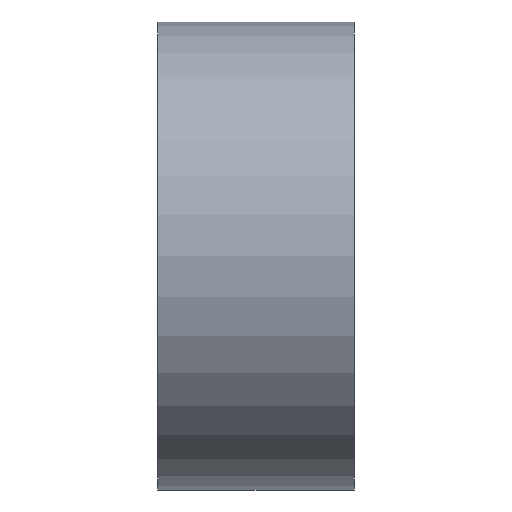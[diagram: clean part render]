
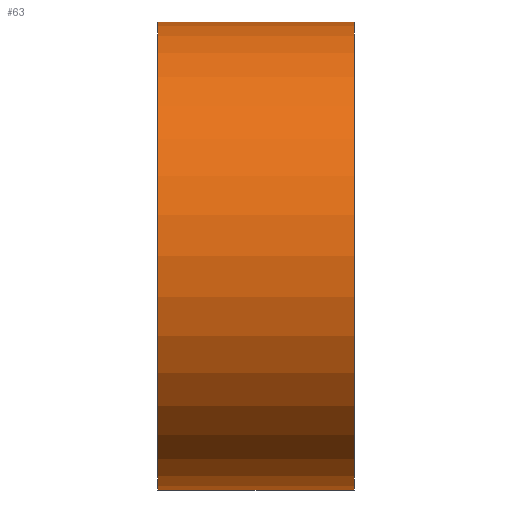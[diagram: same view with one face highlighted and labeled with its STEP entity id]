
A CAD part, left-side view. The second image highlights one B-rep face of the part: STEP entity #63.
In plain terms, the highlighted cylindrical face has radius 5 mm (diameter 10 mm), a full revolution.
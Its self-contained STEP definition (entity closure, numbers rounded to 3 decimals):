
#21=FACE_OUTER_BOUND('',#26,.T.);
#26=EDGE_LOOP('',(#53,#54,#55,#56));
#30=LINE('',#126,#32);
#32=VECTOR('',#110,5.);
#35=CIRCLE('',#89,5.);
#36=CIRCLE('',#91,5.);
#39=VERTEX_POINT('',#121);
#40=VERTEX_POINT('',#124);
#44=EDGE_CURVE('',#39,#39,#35,.T.);
#45=EDGE_CURVE('',#40,#40,#36,.T.);
#46=EDGE_CURVE('',#40,#39,#30,.T.);
#53=ORIENTED_EDGE('',*,*,#45,.F.);
#54=ORIENTED_EDGE('',*,*,#46,.T.);
#55=ORIENTED_EDGE('',*,*,#44,.F.);
#56=ORIENTED_EDGE('',*,*,#46,.F.);
#60=CYLINDRICAL_SURFACE('',#90,5.);
#63=ADVANCED_FACE('',(#21),#60,.T.);
#89=AXIS2_PLACEMENT_3D('',#122,#104,#105);
#90=AXIS2_PLACEMENT_3D('',#123,#106,#107);
#91=AXIS2_PLACEMENT_3D('',#125,#108,#109);
#104=DIRECTION('center_axis',(0.,-1.,0.));
#105=DIRECTION('ref_axis',(1.,0.,0.));
#106=DIRECTION('center_axis',(0.,1.,0.));
#107=DIRECTION('ref_axis',(1.,0.,0.));
#108=DIRECTION('center_axis',(0.,1.,0.));
#109=DIRECTION('ref_axis',(1.,0.,0.));
#110=DIRECTION('',(0.,-1.,0.));
#121=CARTESIAN_POINT('',(-5.,-2.1,0.));
#122=CARTESIAN_POINT('Origin',(0.,-2.1,0.));
#123=CARTESIAN_POINT('Origin',(0.,0.,0.));
#124=CARTESIAN_POINT('',(-5.,2.1,0.));
#125=CARTESIAN_POINT('Origin',(0.,2.1,0.));
#126=CARTESIAN_POINT('',(-5.,0.,0.));
